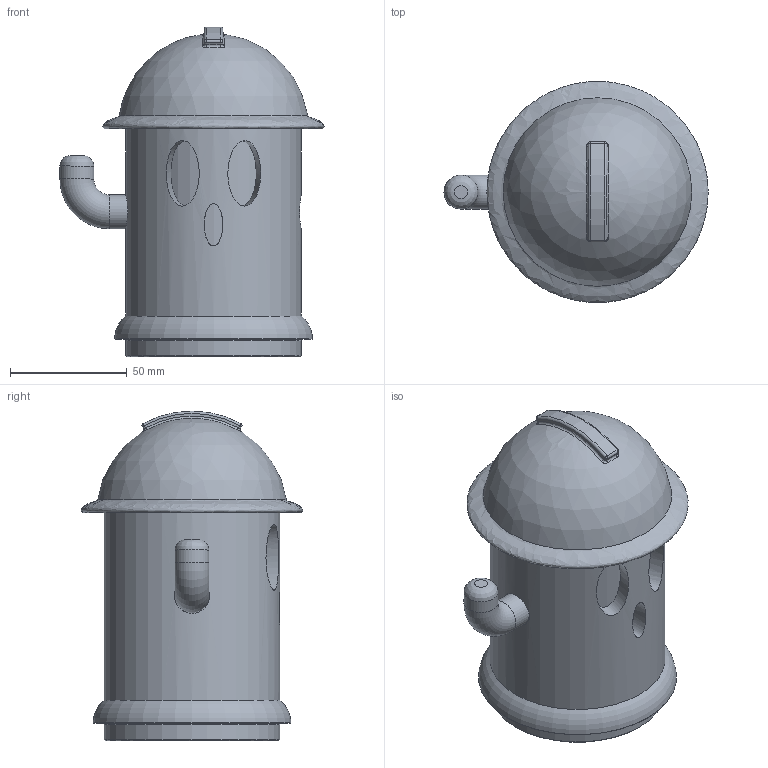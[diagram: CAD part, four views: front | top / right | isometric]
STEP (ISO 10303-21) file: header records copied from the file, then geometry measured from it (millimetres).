
FILE_DESCRIPTION(/* description */ (''),/* implementation_level */ '2;1');
FILE_NAME(/* name */ 'Gyroid v18.step',/* time_stamp */ '2022-02-26T11:42:40-05:00',/* author */ (''),/* organization */ (''),/* preprocessor_version */ 'ST-DEVELOPER v18.1',/* originating_system */ 'Autodesk Translation Framework v10.13.0.1454',/* authorisation */ '');
FILE_SCHEMA (('AUTOMOTIVE_DESIGN { 1 0 10303 214 3 1 1 }'));
Length unit declared in the file: millimetre
Products named in the file (7): Gyroid; Torso; Holder; Bottom; Hat; Insert; Arm
Assembly tree (6 placements, depth 2):
  Gyroid
    Torso
    Holder
    Bottom
    Hat
    Insert
    Arm
Bounding box: 112.93 x 94.54 x 141 mm (x, y, z)
Volume: 312446.7 mm3; surface area: 142467.7 mm2
Topology: 6 solids, 6 shells, 188 faces, 474 edges, 308 vertices
Faces by surface type: plane 107, cylinder 42, bspline 13, sphere 11, torus 10, cone 5
Full cylindrical faces by diameter (mm): 11.5 x1, 12 x4, 14.5 x2, 15 x2, 54.4 x1, 54.6 x1, 56 x1, 58.736 x1, 60 x1, 60.736 x1, 61 x1, 61.905 x2, 67.42 x2, 68.621 x3, 75 x2
Entity records: 8982 total; most frequent: CARTESIAN_POINT 4277, ORIENTED_EDGE 942, DIRECTION 934, EDGE_CURVE 471, AXIS2_PLACEMENT_3D 369, VERTEX_POINT 308, EDGE_LOOP 215, LINE 196
